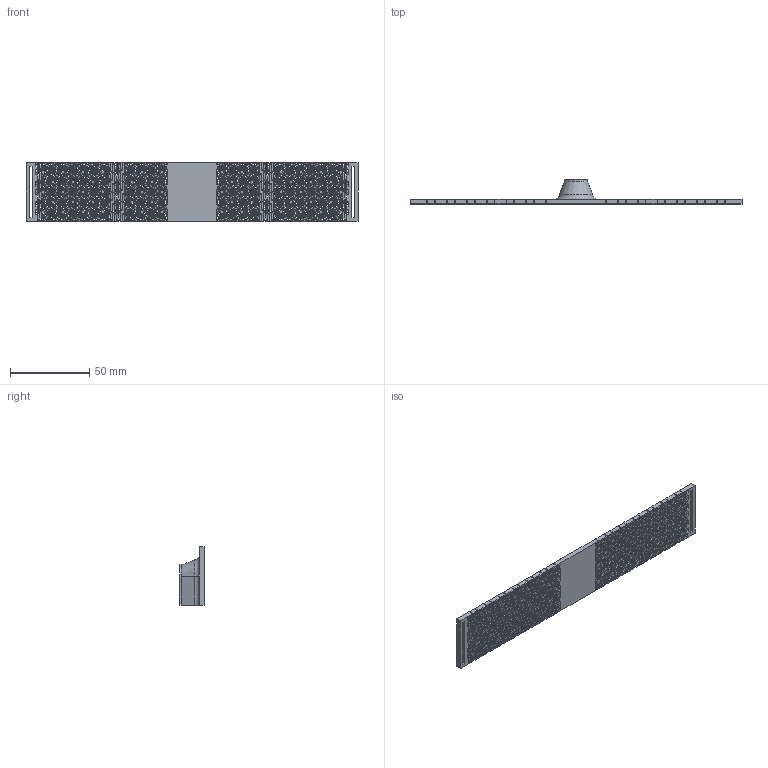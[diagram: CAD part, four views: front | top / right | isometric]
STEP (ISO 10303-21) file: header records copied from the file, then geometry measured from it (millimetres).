
FILE_DESCRIPTION (( 'STEP AP214' ), '1' );
FILE_NAME ('Officieel_Hoofdstuk.STEP', '2018-06-11T12:29:01', ( '' ), ( '' ), 'SwSTEP 2.0', 'SolidWorks 2017', '' );
FILE_SCHEMA (( 'AUTOMOTIVE_DESIGN' ));
Length unit declared in the file: millimetre
Products named in the file (3): Officieel_Hoofdstuk; 3_Official; Hoofdplaat_Official
Assembly tree (2 placements, depth 2):
  Officieel_Hoofdstuk
    3_Official
    Hoofdplaat_Official
Bounding box: 210 x 15.22 x 37 mm (x, y, z)
Volume: 17966.4 mm3; surface area: 42788.7 mm2
Topology: 2 solids, 2 shells, 3040 faces, 9100 edges, 6064 vertices
Faces by surface type: plane 3030, cylinder 5, cone 2, bspline 2, torus 1
Entity records: 100806 total; most frequent: CARTESIAN_POINT 18299, ORIENTED_EDGE 18200, DIRECTION 15190, EDGE_CURVE 9100, LINE 9080, VECTOR 9080, VERTEX_POINT 6064, EDGE_LOOP 3268
